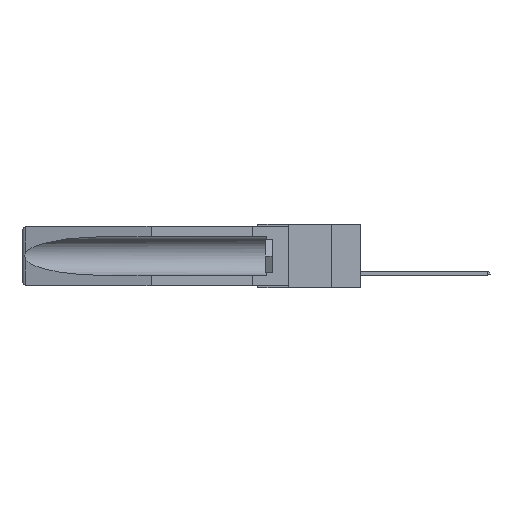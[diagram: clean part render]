
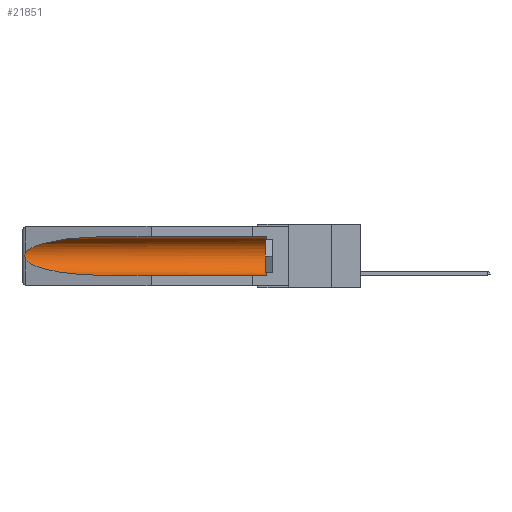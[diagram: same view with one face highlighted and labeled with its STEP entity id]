
A CAD part, left-side view. The second image highlights one B-rep face of the part: STEP entity #21851.
In plain terms, the highlighted cylindrical face has radius 2.857 mm (diameter 5.715 mm), a partial arc.
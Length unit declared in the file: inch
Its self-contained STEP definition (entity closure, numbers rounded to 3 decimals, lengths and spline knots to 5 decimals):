
#125 = EDGE_CURVE ( 'NONE', #10854, #14235, #5303, .T. ) ;
#1302 = CARTESIAN_POINT ( 'NONE',  ( 0.25451, 1.48313, -0.24835 ) ) ;
#2800 = EDGE_CURVE ( 'NONE', #17384, #14235, #4960, .T. ) ;
#3334 = ORIENTED_EDGE ( 'NONE', *, *, #20386, .T. ) ;
#3921 = DIRECTION ( 'NONE',  ( 0., 1., 0. ) ) ;
#4827 = ORIENTED_EDGE ( 'NONE', *, *, #22721, .T. ) ;
#4917 = CYLINDRICAL_SURFACE ( 'NONE', #29305, 0.1125 ) ;
#4960 = LINE ( 'NONE', #21057, #15592 ) ;
#5035 = CARTESIAN_POINT ( 'NONE',  ( 0.26537, 1.52718, -0.19328 ) ) ;
#5303 =( BOUNDED_CURVE ( )  B_SPLINE_CURVE ( 3, ( #5035, #1302, #18804, #26951 ),
 .UNSPECIFIED., .F., .F. ) 
 B_SPLINE_CURVE_WITH_KNOTS ( ( 4, 4 ),
 ( 0.1948, 1.5708 ),
 .UNSPECIFIED. ) 
 CURVE ( )  GEOMETRIC_REPRESENTATION_ITEM ( )  RATIONAL_B_SPLINE_CURVE ( ( 1., 0.848, 0.848, 1. ) ) 
 REPRESENTATION_ITEM ( '' )  );
#6244 = DIRECTION ( 'NONE',  ( 0., 0., 1. ) ) ;
#6279 = CARTESIAN_POINT ( 'NONE',  ( 0.155, -0.30754, -0.1715 ) ) ;
#7808 = CARTESIAN_POINT ( 'NONE',  ( 0.155, 0.126, -0.284 ) ) ;
#8133 = B_SPLINE_CURVE_WITH_KNOTS ( 'NONE', 3,
 ( #18189, #30974, #10780, #21020, #23510, #8559, #25607, #30647, #28556, #31088 ),
 .UNSPECIFIED., .F., .F.,
 ( 4, 2, 2, 2, 4 ),
 ( 0., 0.00029, 0.00058, 0.00087, 0.00117 ),
 .UNSPECIFIED. ) ;
#8211 = CARTESIAN_POINT ( 'NONE',  ( 0.21114, 1.30732, -0.059 ) ) ;
#8559 = CARTESIAN_POINT ( 'NONE',  ( 0.2675, 1.53308, -0.17534 ) ) ;
#8593 = DIRECTION ( 'NONE',  ( 0., 1., 0. ) ) ;
#9295 = EDGE_CURVE ( 'NONE', #21826, #10854, #8133, .T. ) ;
#10156 = LINE ( 'NONE', #23731, #13265 ) ;
#10748 = CARTESIAN_POINT ( 'NONE',  ( 0.155, 1.07973, -0.059 ) ) ;
#10753 = CARTESIAN_POINT ( 'NONE',  ( 0.155, 1.07973, -0.059 ) ) ;
#10780 = CARTESIAN_POINT ( 'NONE',  ( 0.26654, 1.53092, -0.15636 ) ) ;
#10794 = ORIENTED_EDGE ( 'NONE', *, *, #125, .T. ) ;
#10854 = VERTEX_POINT ( 'NONE', #18350 ) ;
#11704 = VERTEX_POINT ( 'NONE', #10748 ) ;
#13265 = VECTOR ( 'NONE', #3921, 39.37008 ) ;
#14163 = DIRECTION ( 'NONE',  ( 0., 0., 1. ) ) ;
#14235 = VERTEX_POINT ( 'NONE', #28117 ) ;
#14280 = DIRECTION ( 'NONE',  ( 0., 1., 0. ) ) ;
#14733 = FACE_OUTER_BOUND ( 'NONE', #18131, .T. ) ;
#15592 = VECTOR ( 'NONE', #8593, 39.37008 ) ;
#17384 = VERTEX_POINT ( 'NONE', #7808 ) ;
#17564 = AXIS2_PLACEMENT_3D ( 'NONE', #21442, #21225, #6244 ) ;
#18131 = EDGE_LOOP ( 'NONE', ( #23823, #31591, #10794, #22560, #4827, #3334 ) ) ;
#18189 = CARTESIAN_POINT ( 'NONE',  ( 0.26537, 1.52718, -0.14972 ) ) ;
#18350 = CARTESIAN_POINT ( 'NONE',  ( 0.26537, 1.52718, -0.19328 ) ) ;
#18804 = CARTESIAN_POINT ( 'NONE',  ( 0.21114, 1.30732, -0.284 ) ) ;
#19218 = CARTESIAN_POINT ( 'NONE',  ( 0.26537, 1.52718, -0.14972 ) ) ;
#20386 = EDGE_CURVE ( 'NONE', #30147, #11704, #10156, .T. ) ;
#21020 = CARTESIAN_POINT ( 'NONE',  ( 0.2673, 1.5327, -0.16383 ) ) ;
#21057 = CARTESIAN_POINT ( 'NONE',  ( 0.155, -0.30754, -0.284 ) ) ;
#21225 = DIRECTION ( 'NONE',  ( 0., -1., 0. ) ) ;
#21442 = CARTESIAN_POINT ( 'NONE',  ( 0.155, 0.126, -0.1715 ) ) ;
#21826 = VERTEX_POINT ( 'NONE', #19218 ) ;
#21851 = ADVANCED_FACE ( 'NONE', ( #14733 ), #4917, .F. ) ;
#22560 = ORIENTED_EDGE ( 'NONE', *, *, #2800, .F. ) ;
#22721 = EDGE_CURVE ( 'NONE', #17384, #30147, #30279, .T. ) ;
#23510 = CARTESIAN_POINT ( 'NONE',  ( 0.2675, 1.53308, -0.16763 ) ) ;
#23731 = CARTESIAN_POINT ( 'NONE',  ( 0.155, -0.30754, -0.059 ) ) ;
#23823 = ORIENTED_EDGE ( 'NONE', *, *, #26267, .T. ) ;
#25607 = CARTESIAN_POINT ( 'NONE',  ( 0.2673, 1.53269, -0.17917 ) ) ;
#25704 = CARTESIAN_POINT ( 'NONE',  ( 0.26537, 1.52718, -0.14972 ) ) ;
#26267 = EDGE_CURVE ( 'NONE', #11704, #21826, #31978, .T. ) ;
#26951 = CARTESIAN_POINT ( 'NONE',  ( 0.155, 1.07973, -0.284 ) ) ;
#27035 = CARTESIAN_POINT ( 'NONE',  ( 0.155, 0.126, -0.059 ) ) ;
#28117 = CARTESIAN_POINT ( 'NONE',  ( 0.155, 1.07973, -0.284 ) ) ;
#28198 = CARTESIAN_POINT ( 'NONE',  ( 0.25451, 1.48313, -0.09465 ) ) ;
#28556 = CARTESIAN_POINT ( 'NONE',  ( 0.26597, 1.5296, -0.19026 ) ) ;
#29305 = AXIS2_PLACEMENT_3D ( 'NONE', #6279, #14280, #14163 ) ;
#30147 = VERTEX_POINT ( 'NONE', #27035 ) ;
#30279 = CIRCLE ( 'NONE', #17564, 0.1125 ) ;
#30647 = CARTESIAN_POINT ( 'NONE',  ( 0.26655, 1.53094, -0.18657 ) ) ;
#30974 = CARTESIAN_POINT ( 'NONE',  ( 0.26597, 1.52961, -0.15275 ) ) ;
#31088 = CARTESIAN_POINT ( 'NONE',  ( 0.26537, 1.52718, -0.19328 ) ) ;
#31591 = ORIENTED_EDGE ( 'NONE', *, *, #9295, .T. ) ;
#31978 =( BOUNDED_CURVE ( )  B_SPLINE_CURVE ( 3, ( #10753, #8211, #28198, #25704 ),
 .UNSPECIFIED., .F., .F. ) 
 B_SPLINE_CURVE_WITH_KNOTS ( ( 4, 4 ),
 ( 4.71239, 6.08839 ),
 .UNSPECIFIED. ) 
 CURVE ( )  GEOMETRIC_REPRESENTATION_ITEM ( )  RATIONAL_B_SPLINE_CURVE ( ( 1., 0.848, 0.848, 1. ) ) 
 REPRESENTATION_ITEM ( '' )  );
